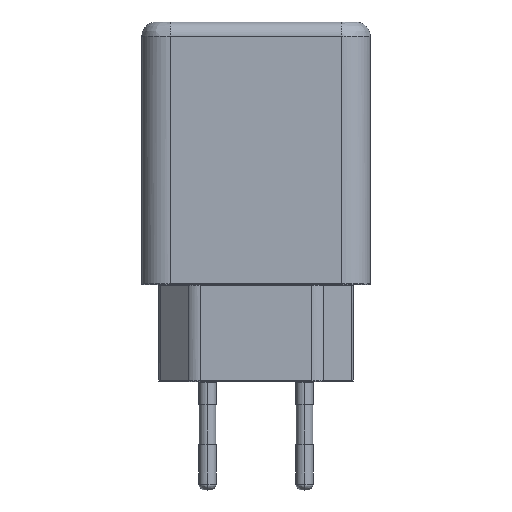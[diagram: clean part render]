
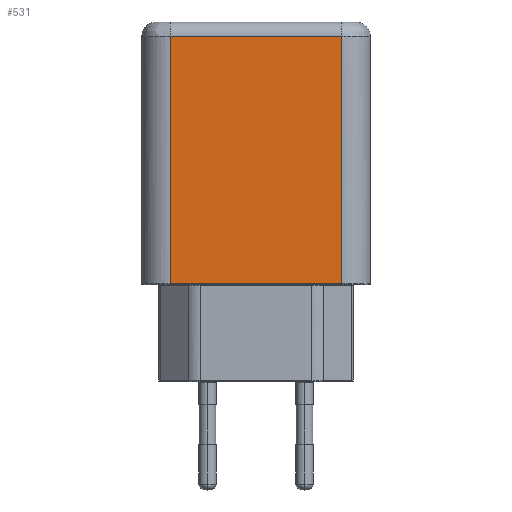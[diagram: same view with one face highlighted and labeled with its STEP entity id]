
A CAD part, top view. The second image highlights one B-rep face of the part: STEP entity #531.
In plain terms, the highlighted free-form (B-spline) face has degree [1, 1] with [2, 2] control points.
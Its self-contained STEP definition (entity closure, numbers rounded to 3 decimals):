
#531 = ADVANCED_FACE('',(#532),#562,.T.);
#532 = FACE_BOUND('',#533,.T.);
#533 = EDGE_LOOP('',(#534,#543,#550,#557));
#534 = ORIENTED_EDGE('',*,*,#535,.T.);
#535 = EDGE_CURVE('',#536,#538,#540,.T.);
#536 = VERTEX_POINT('',#537);
#537 = CARTESIAN_POINT('',(-17.571,-2.928,
    12.299));
#538 = VERTEX_POINT('',#539);
#539 = CARTESIAN_POINT('',(-17.571,-53.766,
    12.299));
#540 = B_SPLINE_CURVE_WITH_KNOTS('',1,(#541,#542),.UNSPECIFIED.,.F.,.F.,
  (2,2),(-43.5,-0.1),.PIECEWISE_BEZIER_KNOTS.);
#541 = CARTESIAN_POINT('',(-17.571,-2.928,
    12.299));
#542 = CARTESIAN_POINT('',(-17.571,-53.766,
    12.299));
#543 = ORIENTED_EDGE('',*,*,#544,.T.);
#544 = EDGE_CURVE('',#538,#545,#547,.T.);
#545 = VERTEX_POINT('',#546);
#546 = CARTESIAN_POINT('',(17.571,-53.766,
    12.299));
#547 = B_SPLINE_CURVE_WITH_KNOTS('',1,(#548,#549),.UNSPECIFIED.,.F.,.F.,
  (2,2),(5.,35.),.PIECEWISE_BEZIER_KNOTS.);
#548 = CARTESIAN_POINT('',(-17.571,-53.766,
    12.299));
#549 = CARTESIAN_POINT('',(17.571,-53.766,
    12.299));
#550 = ORIENTED_EDGE('',*,*,#551,.T.);
#551 = EDGE_CURVE('',#545,#552,#554,.T.);
#552 = VERTEX_POINT('',#553);
#553 = CARTESIAN_POINT('',(17.571,-2.928,
    12.299));
#554 = B_SPLINE_CURVE_WITH_KNOTS('',1,(#555,#556),.UNSPECIFIED.,.F.,.F.,
  (2,2),(0.1,43.5),.PIECEWISE_BEZIER_KNOTS.);
#555 = CARTESIAN_POINT('',(17.571,-53.766,
    12.299));
#556 = CARTESIAN_POINT('',(17.571,-2.928,
    12.299));
#557 = ORIENTED_EDGE('',*,*,#558,.T.);
#558 = EDGE_CURVE('',#552,#536,#559,.T.);
#559 = B_SPLINE_CURVE_WITH_KNOTS('',1,(#560,#561),.UNSPECIFIED.,.F.,.F.,
  (2,2),(-30.,-0.),.PIECEWISE_BEZIER_KNOTS.);
#560 = CARTESIAN_POINT('',(17.571,-2.928,
    12.299));
#561 = CARTESIAN_POINT('',(-17.571,-2.928,
    12.299));
#562 = B_SPLINE_SURFACE_WITH_KNOTS('',1,1,(
    (#563,#564)
    ,(#565,#566
    )),.UNSPECIFIED.,.F.,.F.,.F.,(2,2),(2,2),(5.,35.),(0.1,43.5),
  .PIECEWISE_BEZIER_KNOTS.);
#563 = CARTESIAN_POINT('',(-17.571,-53.766,
    12.299));
#564 = CARTESIAN_POINT('',(-17.571,-2.928,
    12.299));
#565 = CARTESIAN_POINT('',(17.571,-53.766,
    12.299));
#566 = CARTESIAN_POINT('',(17.571,-2.928,
    12.299));
